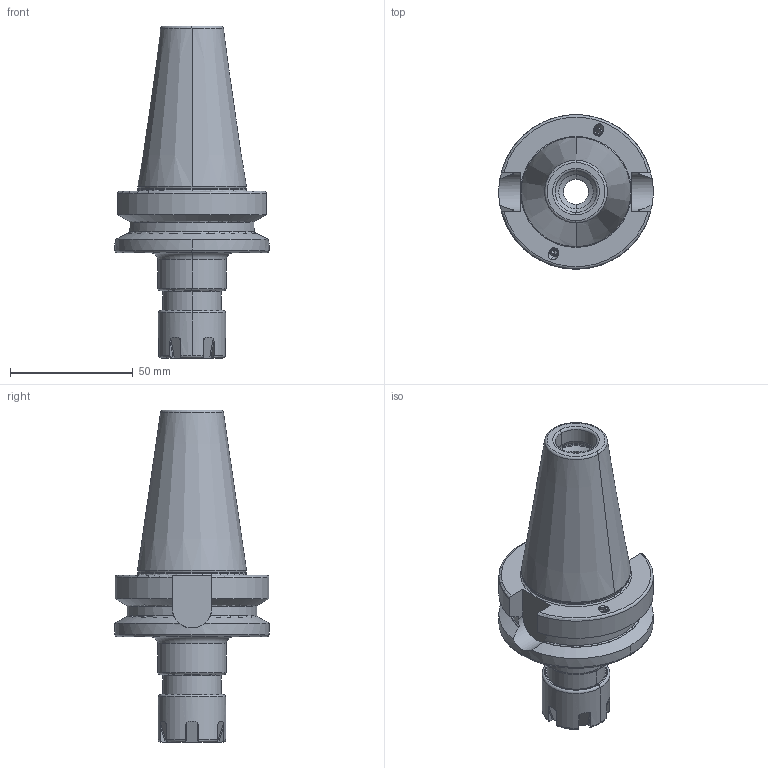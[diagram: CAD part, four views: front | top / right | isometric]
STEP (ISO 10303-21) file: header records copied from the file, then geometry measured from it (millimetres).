
FILE_DESCRIPTION((''),'2;1');
FILE_NAME('406_02_07_13','2021-04-08T',('103090'),(''),'CREO PARAMETRIC BY PTC INC, 2016260','CREO PARAMETRIC BY PTC INC, 2016260','');
FILE_SCHEMA(('CONFIG_CONTROL_DESIGN'));
Length unit declared in the file: millimetre
Products named in the file (1): 406_02_07_13
Bounding box: 63 x 63 x 135.4 mm (x, y, z)
Volume: 135103.1 mm3; surface area: 30056.8 mm2
Topology: 1 solids, 7 shells, 307 faces, 732 edges, 432 vertices
Faces by surface type: cone 100, cylinder 82, plane 65, torus 46, sphere 8, bspline 6
Entity records: 9853 total; most frequent: CARTESIAN_POINT 2829, DIRECTION 1520, ORIENTED_EDGE 1432, EDGE_CURVE 716, AXIS2_PLACEMENT_3D 630, VERTEX_POINT 432, EDGE_LOOP 326, CIRCLE 326
